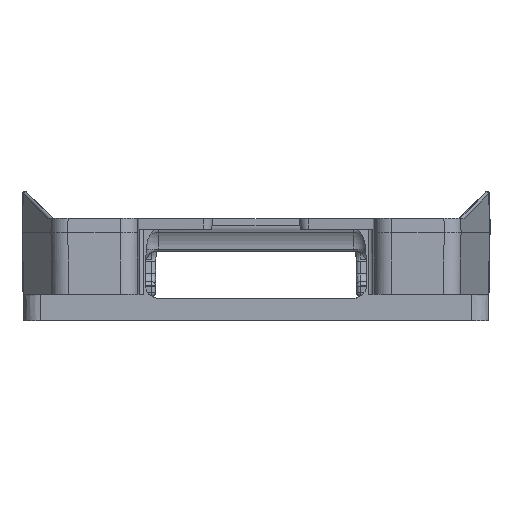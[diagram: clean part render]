
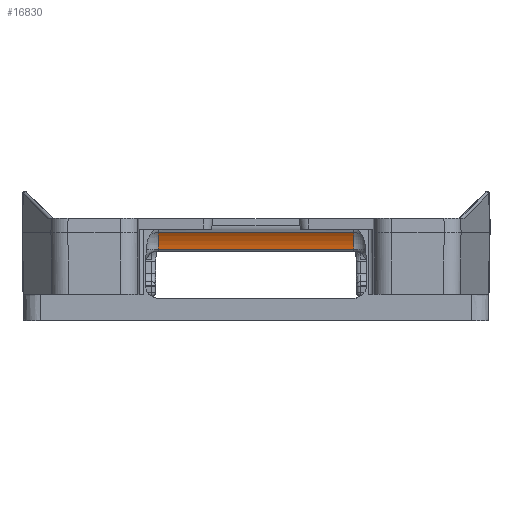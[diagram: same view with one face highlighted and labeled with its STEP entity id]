
A CAD part, top view. The second image highlights one B-rep face of the part: STEP entity #16830.
In plain terms, the highlighted cylindrical face has radius 7.5 mm (diameter 15 mm), a partial arc.
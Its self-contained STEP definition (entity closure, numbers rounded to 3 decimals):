
#7 = EDGE_LOOP ( 'NONE', ( #1373, #1374, #1376, #1378 ) ) ;
#1373 = ORIENTED_EDGE ( 'NONE', *, *, #20126, .F. ) ;
#1374 = ORIENTED_EDGE ( 'NONE', *, *, #20129, .T. ) ;
#1376 = ORIENTED_EDGE ( 'NONE', *, *, #20130, .T. ) ;
#1378 = ORIENTED_EDGE ( 'NONE', *, *, #20131, .T. ) ;
#5217 = CARTESIAN_POINT ( 'NONE',  ( -31.683, 2.752, 151.722 ) ) ;
#5218 = DIRECTION ( 'NONE',  ( 1., 0., 0. ) ) ;
#5221 = DIRECTION ( 'NONE',  ( 1., 0., 0. ) ) ;
#5224 = CARTESIAN_POINT ( 'NONE',  ( -31.683, -1.031, 150.415 ) ) ;
#5225 = CARTESIAN_POINT ( 'NONE',  ( -22.5, -1.5, 157.9 ) ) ;
#5226 = DIRECTION ( 'NONE',  ( -1., 0., 0. ) ) ;
#5227 = DIRECTION ( 'NONE',  ( 0., 0., -1. ) ) ;
#5228 = CARTESIAN_POINT ( 'NONE',  ( 22.5, -1.5, 157.9 ) ) ;
#5229 = DIRECTION ( 'NONE',  ( 1., 0., 0. ) ) ;
#5230 = DIRECTION ( 'NONE',  ( 0., 0., 1. ) ) ;
#7339 = VERTEX_POINT ( 'NONE', #14280 ) ;
#7408 = VERTEX_POINT ( 'NONE', #14349 ) ;
#10293 = VERTEX_POINT ( 'NONE', #15982 ) ;
#10297 = VERTEX_POINT ( 'NONE', #15987 ) ;
#11856 = DIRECTION ( 'NONE',  ( 0., 0., -1. ) ) ;
#11860 = DIRECTION ( 'NONE',  ( 1., 0., 0. ) ) ;
#11864 = CARTESIAN_POINT ( 'NONE',  ( -31.683, -1.5, 157.9 ) ) ;
#12665 = FACE_OUTER_BOUND ( 'NONE', #7, .T. ) ;
#12678 = CYLINDRICAL_SURFACE ( 'NONE', #13512, 7.5 ) ;
#12931 = LINE ( 'NONE', #5224, #12950 ) ;
#12942 = LINE ( 'NONE', #5217, #12945 ) ;
#12945 = VECTOR ( 'NONE', #5218, 1000. ) ;
#12947 = CIRCLE ( 'NONE', #13572, 7.5 ) ;
#12949 = CIRCLE ( 'NONE', #13573, 7.5 ) ;
#12950 = VECTOR ( 'NONE', #5221, 1000. ) ;
#13512 = AXIS2_PLACEMENT_3D ( 'NONE', #11864, #11860, #11856 ) ;
#13572 = AXIS2_PLACEMENT_3D ( 'NONE', #5225, #5226, #5227 ) ;
#13573 = AXIS2_PLACEMENT_3D ( 'NONE', #5228, #5229, #5230 ) ;
#14280 = CARTESIAN_POINT ( 'NONE',  ( 22.5, 2.752, 151.722 ) ) ;
#14349 = CARTESIAN_POINT ( 'NONE',  ( -22.5, 2.752, 151.722 ) ) ;
#15982 = CARTESIAN_POINT ( 'NONE',  ( -22.5, -1.031, 150.415 ) ) ;
#15987 = CARTESIAN_POINT ( 'NONE',  ( 22.5, -1.031, 150.415 ) ) ;
#16830 = ADVANCED_FACE ( 'NONE', ( #12665 ), #12678, .F. ) ;
#20126 = EDGE_CURVE ( 'NONE', #7408, #7339, #12942, .T. ) ;
#20129 = EDGE_CURVE ( 'NONE', #7408, #10293, #12947, .T. ) ;
#20130 = EDGE_CURVE ( 'NONE', #10293, #10297, #12931, .T. ) ;
#20131 = EDGE_CURVE ( 'NONE', #10297, #7339, #12949, .T. ) ;
